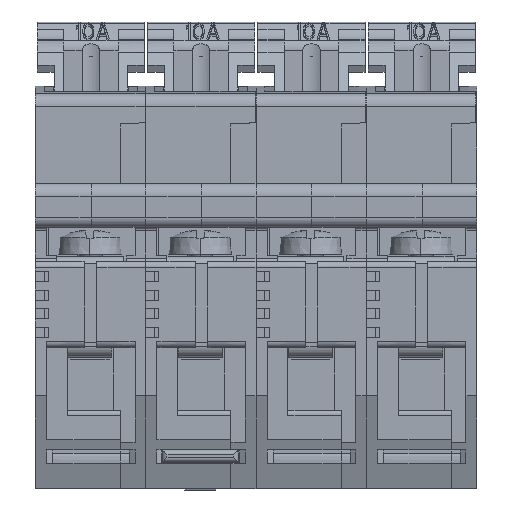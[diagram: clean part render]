
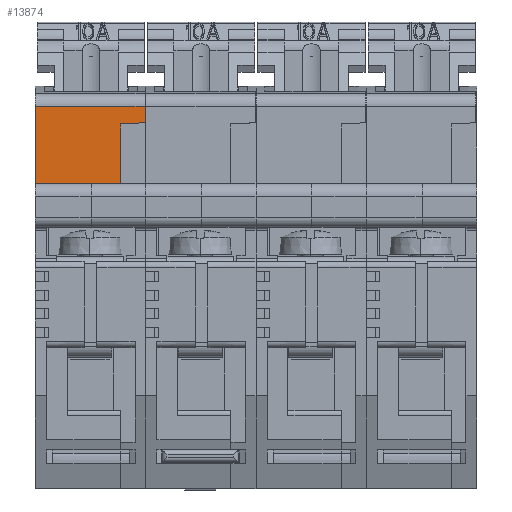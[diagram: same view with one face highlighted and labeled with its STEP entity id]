
A CAD part, front view. The second image highlights one B-rep face of the part: STEP entity #13874.
In plain terms, the highlighted face is planar.
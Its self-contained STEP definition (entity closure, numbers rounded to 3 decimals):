
#443=DIRECTION('',(0.,-1.,0.));
#444=VECTOR('',#443,9.5);
#445=CARTESIAN_POINT('',(-22.5,9.5,0.));
#446=LINE('',#445,#444);
#716=DIRECTION('',(0.,1.,0.));
#717=VECTOR('',#716,12.316);
#718=CARTESIAN_POINT('',(-22.5,0.,-13.6));
#719=LINE('',#718,#717);
#4638=DIRECTION('',(0.,0.,1.));
#4639=VECTOR('',#4638,13.6);
#4640=CARTESIAN_POINT('',(-22.5,0.,-13.6));
#4641=LINE('',#4640,#4639);
#4667=DIRECTION('',(0.,0.052,0.999));
#4668=VECTOR('',#4667,3.905);
#4669=CARTESIAN_POINT('',(-22.5,9.5,0.));
#4670=LINE('',#4669,#4668);
#4674=DIRECTION('',(0.,0.,1.));
#4675=VECTOR('',#4674,17.5);
#4676=CARTESIAN_POINT('',(-22.5,12.316,-13.6));
#4677=LINE('',#4676,#4675);
#4688=DIRECTION('',(0.,-1.,0.));
#4689=VECTOR('',#4688,2.611);
#4690=CARTESIAN_POINT('',(-22.5,12.316,3.9));
#4691=LINE('',#4690,#4689);
#8889=CARTESIAN_POINT('',(-22.5,0.,-13.6));
#8890=CARTESIAN_POINT('',(-22.5,0.,0.));
#8891=VERTEX_POINT('',#8889);
#8892=VERTEX_POINT('',#8890);
#9463=CARTESIAN_POINT('',(-22.5,12.316,-13.6));
#9465=VERTEX_POINT('',#9463);
#9827=CARTESIAN_POINT('',(-22.5,12.316,3.9));
#9829=VERTEX_POINT('',#9827);
#9838=CARTESIAN_POINT('',(-22.5,9.704,3.9));
#9839=VERTEX_POINT('',#9838);
#9842=CARTESIAN_POINT('',(-22.5,9.5,0.));
#9843=VERTEX_POINT('',#9842);
#13858=CARTESIAN_POINT('',(-22.5,14.088,0.));
#13859=DIRECTION('',(-1.,0.,0.));
#13860=DIRECTION('',(0.,-1.,0.));
#13861=AXIS2_PLACEMENT_3D('',#13858,#13859,#13860);
#13862=PLANE('',#13861);
#13864=ORIENTED_EDGE('',*,*,#13863,.F.);
#13865=ORIENTED_EDGE('',*,*,#10495,.T.);
#13866=ORIENTED_EDGE('',*,*,#13847,.F.);
#13867=ORIENTED_EDGE('',*,*,#10652,.T.);
#13869=ORIENTED_EDGE('',*,*,#13868,.T.);
#13871=ORIENTED_EDGE('',*,*,#13870,.T.);
#13872=EDGE_LOOP('',(#13864,#13865,#13866,#13867,#13869,#13871));
#13873=FACE_OUTER_BOUND('',#13872,.F.);
#10495=EDGE_CURVE('',#9843,#8892,#446,.T.);
#10652=EDGE_CURVE('',#8891,#9465,#719,.T.);
#13847=EDGE_CURVE('',#8891,#8892,#4641,.T.);
#13863=EDGE_CURVE('',#9843,#9839,#4670,.T.);
#13868=EDGE_CURVE('',#9465,#9829,#4677,.T.);
#13870=EDGE_CURVE('',#9829,#9839,#4691,.T.);
#13874=ADVANCED_FACE('',(#13873),#13862,.T.);
